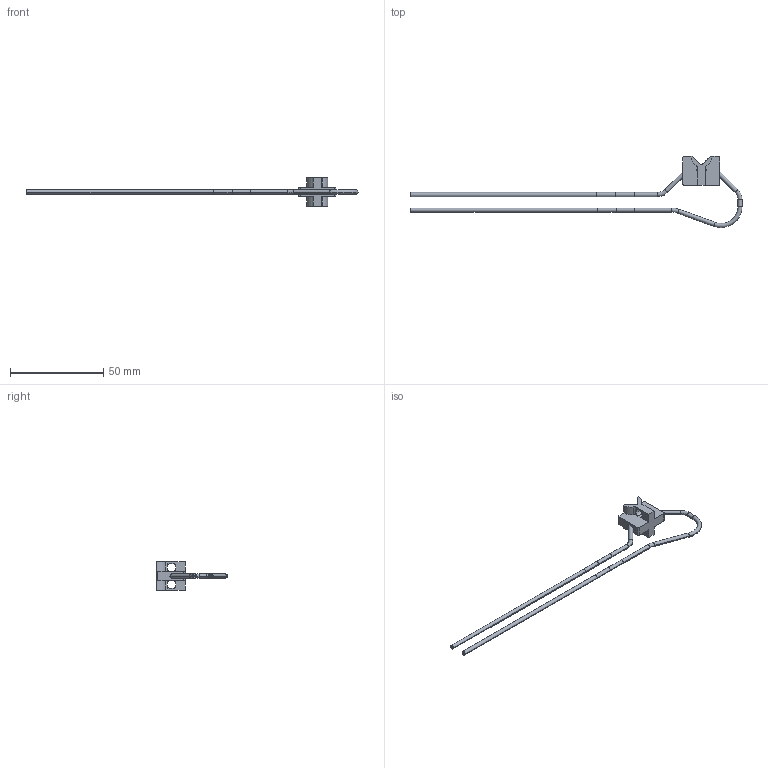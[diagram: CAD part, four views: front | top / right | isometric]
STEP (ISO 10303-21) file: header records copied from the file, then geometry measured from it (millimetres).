
FILE_DESCRIPTION((''),'2;1');
FILE_NAME('224295_ASM','2021-07-01T12:30:53',('PDMAdmin'),('BANNER ENGINEERING'),'CREO PARAMETRIC BY PTC INC, 2019292','CREO PARAMETRIC BY PTC INC, 2019292','');
FILE_SCHEMA(('CONFIG_CONTROL_DESIGN'));
Length unit declared in the file: inch
Products named in the file (6): 58187; 51022_CURVED_1; 51022_CURVED_2; 66734; 51022; 224295_ASM
Assembly tree (7 placements, depth 2):
  224295_ASM
    58187
    51022_CURVED_1
    51022_CURVED_2
    66734  x2
    51022  x2
Bounding box: 177.79 x 38.08 x 15.24 mm (x, y, z)
Volume: 3296.2 mm3; surface area: 5306.2 mm2
Topology: 7 solids, 9 shells, 118 faces, 284 edges, 176 vertices
Faces by surface type: cylinder 65, plane 33, torus 8, bspline 8, cone 4
Entity records: 3277 total; most frequent: CARTESIAN_POINT 797, DIRECTION 532, ORIENTED_EDGE 468, EDGE_CURVE 236, AXIS2_PLACEMENT_3D 207, VERTEX_POINT 148, VECTOR 118, LINE 118
